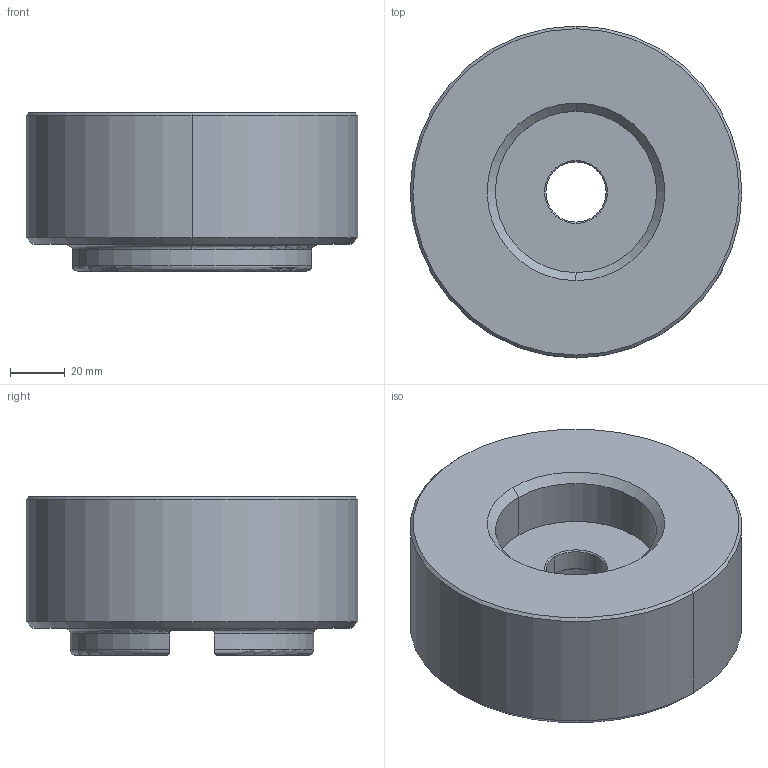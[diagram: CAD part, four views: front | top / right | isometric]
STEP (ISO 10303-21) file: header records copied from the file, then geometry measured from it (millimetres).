
FILE_DESCRIPTION((''),'2;1');
FILE_NAME('4W3A125R01__ASM','2009-12-02T',('rivarolo_pc'),(''),'PRO/ENGINEER BY PARAMETRIC TECHNOLOGY CORPORATION, 2007460','PRO/ENGINEER BY PARAMETRIC TECHNOLOGY CORPORATION, 2007460','');
FILE_SCHEMA(('CONFIG_CONTROL_DESIGN'));
Length unit declared in the file: millimetre
Products named in the file (2): 4W3A125R01_HSG; 4W3A125R01__ASM
Assembly tree (1 placements, depth 2):
  4W3A125R01__ASM
    4W3A125R01_HSG
Bounding box: 121.4 x 121.4 x 58 mm (x, y, z)
Volume: 514092.8 mm3; surface area: 50073.5 mm2
Topology: 1 solids, 1 shells, 58 faces, 144 edges, 90 vertices
Faces by surface type: plane 16, cylinder 16, cone 14, torus 12
Entity records: 2082 total; most frequent: CARTESIAN_POINT 627, DIRECTION 300, ORIENTED_EDGE 288, EDGE_CURVE 144, AXIS2_PLACEMENT_3D 127, VERTEX_POINT 90, CIRCLE 66, EDGE_LOOP 62
